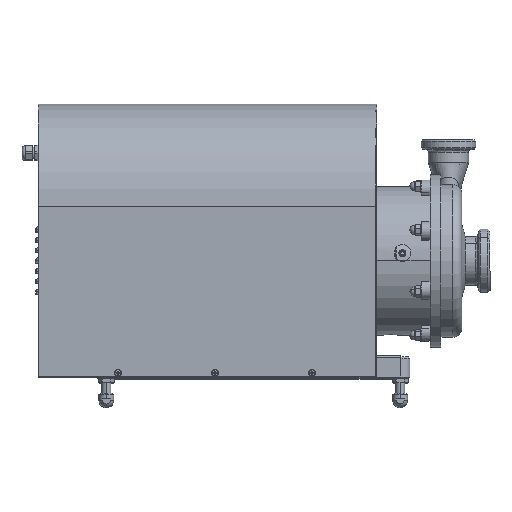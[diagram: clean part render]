
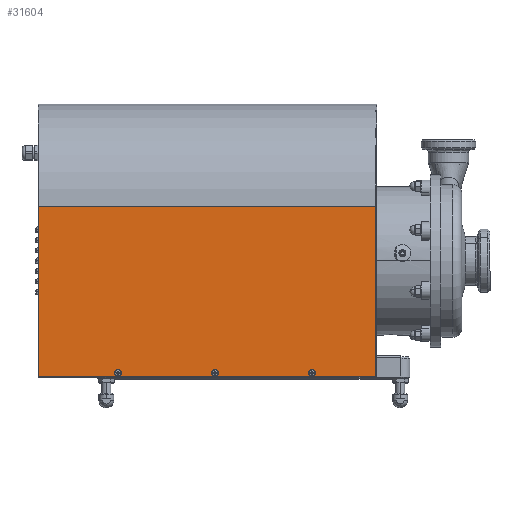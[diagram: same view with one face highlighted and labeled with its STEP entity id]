
A CAD part, top view. The second image highlights one B-rep face of the part: STEP entity #31604.
In plain terms, the highlighted face is planar.
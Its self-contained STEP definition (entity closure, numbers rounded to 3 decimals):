
#922 = LINE ( 'NONE', #3026, #927 ) ;
#927 = VECTOR ( 'NONE', #3031, 1000. ) ;
#934 = LINE ( 'NONE', #3046, #937 ) ;
#937 = VECTOR ( 'NONE', #3049, 1000. ) ;
#952 = VECTOR ( 'NONE', #3081, 1000. ) ;
#954 = LINE ( 'NONE', #3080, #952 ) ;
#983 = CIRCLE ( 'NONE', #42178, 3.5 ) ;
#1011 = CIRCLE ( 'NONE', #42181, 3.5 ) ;
#1028 = LINE ( 'NONE', #3253, #1031 ) ;
#1031 = VECTOR ( 'NONE', #3254, 1000. ) ;
#1057 = CIRCLE ( 'NONE', #42194, 3.5 ) ;
#1075 = CIRCLE ( 'NONE', #42197, 3.5 ) ;
#1082 = CIRCLE ( 'NONE', #42201, 3.5 ) ;
#1092 = CIRCLE ( 'NONE', #42206, 3.5 ) ;
#3026 = CARTESIAN_POINT ( 'NONE',  ( 588., 0., -178.5 ) ) ;
#3031 = DIRECTION ( 'NONE',  ( -1., 0., 0. ) ) ;
#3046 = CARTESIAN_POINT ( 'NONE',  ( 588., 0., -178.5 ) ) ;
#3049 = DIRECTION ( 'NONE',  ( 0., 1., 0. ) ) ;
#3080 = CARTESIAN_POINT ( 'NONE',  ( 0., 0., -178.5 ) ) ;
#3081 = DIRECTION ( 'NONE',  ( 0., 1., 0. ) ) ;
#3105 = CARTESIAN_POINT ( 'NONE',  ( 112.5, -288.5, -178.5 ) ) ;
#3109 = DIRECTION ( 'NONE',  ( 0., 0., -1. ) ) ;
#3110 = DIRECTION ( 'NONE',  ( 0., 1., 0. ) ) ;
#3211 = CARTESIAN_POINT ( 'NONE',  ( 281., -288.5, -178.5 ) ) ;
#3213 = DIRECTION ( 'NONE',  ( 0., 0., -1. ) ) ;
#3214 = DIRECTION ( 'NONE',  ( 0., 1., 0. ) ) ;
#3253 = CARTESIAN_POINT ( 'NONE',  ( 588., -295.5, -178.5 ) ) ;
#3254 = DIRECTION ( 'NONE',  ( -1., 0., 0. ) ) ;
#3281 = CARTESIAN_POINT ( 'NONE',  ( 281., -288.5, -178.5 ) ) ;
#3283 = DIRECTION ( 'NONE',  ( 0., 0., -1. ) ) ;
#3284 = DIRECTION ( 'NONE',  ( 0., 1., 0. ) ) ;
#3296 = CARTESIAN_POINT ( 'NONE',  ( 449.5, -288.5, -178.5 ) ) ;
#3361 = DIRECTION ( 'NONE',  ( 0., 0., -1. ) ) ;
#3362 = DIRECTION ( 'NONE',  ( 0., 1., 0. ) ) ;
#3378 = CARTESIAN_POINT ( 'NONE',  ( 112.5, -288.5, -178.5 ) ) ;
#3380 = DIRECTION ( 'NONE',  ( 0., 0., -1. ) ) ;
#3381 = DIRECTION ( 'NONE',  ( 0., 1., 0. ) ) ;
#3428 = CARTESIAN_POINT ( 'NONE',  ( 449.5, -288.5, -178.5 ) ) ;
#3429 = DIRECTION ( 'NONE',  ( 0., 0., -1. ) ) ;
#3430 = DIRECTION ( 'NONE',  ( 0., 1., 0. ) ) ;
#6851 = AXIS2_PLACEMENT_3D ( 'NONE', #8613, #8615, #8616 ) ;
#8610 = PLANE ( 'NONE',  #6851 ) ;
#8613 = CARTESIAN_POINT ( 'NONE',  ( 588., 0., -178.5 ) ) ;
#8615 = DIRECTION ( 'NONE',  ( 0., 0., 1. ) ) ;
#8616 = DIRECTION ( 'NONE',  ( 0., -1., 0. ) ) ;
#9158 = FACE_BOUND ( 'NONE', #33954, .T. ) ;
#9162 = FACE_BOUND ( 'NONE', #33943, .T. ) ;
#9168 = FACE_BOUND ( 'NONE', #33955, .T. ) ;
#9170 = FACE_OUTER_BOUND ( 'NONE', #33956, .T. ) ;
#10271 = VERTEX_POINT ( 'NONE', #40029 ) ;
#10273 = VERTEX_POINT ( 'NONE', #40030 ) ;
#10277 = VERTEX_POINT ( 'NONE', #40032 ) ;
#10286 = VERTEX_POINT ( 'NONE', #40036 ) ;
#11460 = VERTEX_POINT ( 'NONE', #40082 ) ;
#11464 = VERTEX_POINT ( 'NONE', #40086 ) ;
#11482 = VERTEX_POINT ( 'NONE', #40104 ) ;
#20057 = CARTESIAN_POINT ( 'NONE',  ( 0., -295.5, -178.5 ) ) ;
#20072 = CARTESIAN_POINT ( 'NONE',  ( 0., 0., -178.5 ) ) ;
#20165 = CARTESIAN_POINT ( 'NONE',  ( 588., -295.5, -178.5 ) ) ;
#25457 = EDGE_CURVE ( 'NONE', #10271, #37367, #922, .T. ) ;
#25464 = EDGE_CURVE ( 'NONE', #37460, #10271, #934, .T. ) ;
#25477 = EDGE_CURVE ( 'NONE', #37352, #37367, #954, .T. ) ;
#25490 = EDGE_CURVE ( 'NONE', #11482, #10277, #983, .T. ) ;
#25509 = EDGE_CURVE ( 'NONE', #11464, #10273, #1011, .T. ) ;
#25526 = EDGE_CURVE ( 'NONE', #37460, #37352, #1028, .T. ) ;
#25538 = EDGE_CURVE ( 'NONE', #10273, #11464, #1057, .T. ) ;
#25551 = EDGE_CURVE ( 'NONE', #10286, #11460, #1075, .T. ) ;
#25558 = EDGE_CURVE ( 'NONE', #10277, #11482, #1082, .T. ) ;
#25566 = EDGE_CURVE ( 'NONE', #11460, #10286, #1092, .T. ) ;
#31604 = ADVANCED_FACE ( 'NONE', ( #9162, #9158, #9168, #9170 ), #8610, .F. ) ;
#32281 = ORIENTED_EDGE ( 'NONE', *, *, #25509, .F. ) ;
#32283 = ORIENTED_EDGE ( 'NONE', *, *, #25538, .F. ) ;
#32285 = ORIENTED_EDGE ( 'NONE', *, *, #25566, .F. ) ;
#32287 = ORIENTED_EDGE ( 'NONE', *, *, #25551, .F. ) ;
#32289 = ORIENTED_EDGE ( 'NONE', *, *, #25490, .F. ) ;
#32291 = ORIENTED_EDGE ( 'NONE', *, *, #25558, .F. ) ;
#32293 = ORIENTED_EDGE ( 'NONE', *, *, #25477, .T. ) ;
#32295 = ORIENTED_EDGE ( 'NONE', *, *, #25457, .F. ) ;
#32297 = ORIENTED_EDGE ( 'NONE', *, *, #25464, .F. ) ;
#32299 = ORIENTED_EDGE ( 'NONE', *, *, #25526, .T. ) ;
#33943 = EDGE_LOOP ( 'NONE', ( #32281, #32283 ) ) ;
#33954 = EDGE_LOOP ( 'NONE', ( #32285, #32287 ) ) ;
#33955 = EDGE_LOOP ( 'NONE', ( #32289, #32291 ) ) ;
#33956 = EDGE_LOOP ( 'NONE', ( #32293, #32295, #32297, #32299 ) ) ;
#37352 = VERTEX_POINT ( 'NONE', #20057 ) ;
#37367 = VERTEX_POINT ( 'NONE', #20072 ) ;
#37460 = VERTEX_POINT ( 'NONE', #20165 ) ;
#40029 = CARTESIAN_POINT ( 'NONE',  ( 588., 0., -178.5 ) ) ;
#40030 = CARTESIAN_POINT ( 'NONE',  ( 281., -292., -178.5 ) ) ;
#40032 = CARTESIAN_POINT ( 'NONE',  ( 112.5, -292., -178.5 ) ) ;
#40036 = CARTESIAN_POINT ( 'NONE',  ( 449.5, -292., -178.5 ) ) ;
#40082 = CARTESIAN_POINT ( 'NONE',  ( 449.5, -285., -178.5 ) ) ;
#40086 = CARTESIAN_POINT ( 'NONE',  ( 281., -285., -178.5 ) ) ;
#40104 = CARTESIAN_POINT ( 'NONE',  ( 112.5, -285., -178.5 ) ) ;
#42178 = AXIS2_PLACEMENT_3D ( 'NONE', #3105, #3109, #3110 ) ;
#42181 = AXIS2_PLACEMENT_3D ( 'NONE', #3211, #3213, #3214 ) ;
#42194 = AXIS2_PLACEMENT_3D ( 'NONE', #3281, #3283, #3284 ) ;
#42197 = AXIS2_PLACEMENT_3D ( 'NONE', #3296, #3361, #3362 ) ;
#42201 = AXIS2_PLACEMENT_3D ( 'NONE', #3378, #3380, #3381 ) ;
#42206 = AXIS2_PLACEMENT_3D ( 'NONE', #3428, #3429, #3430 ) ;
